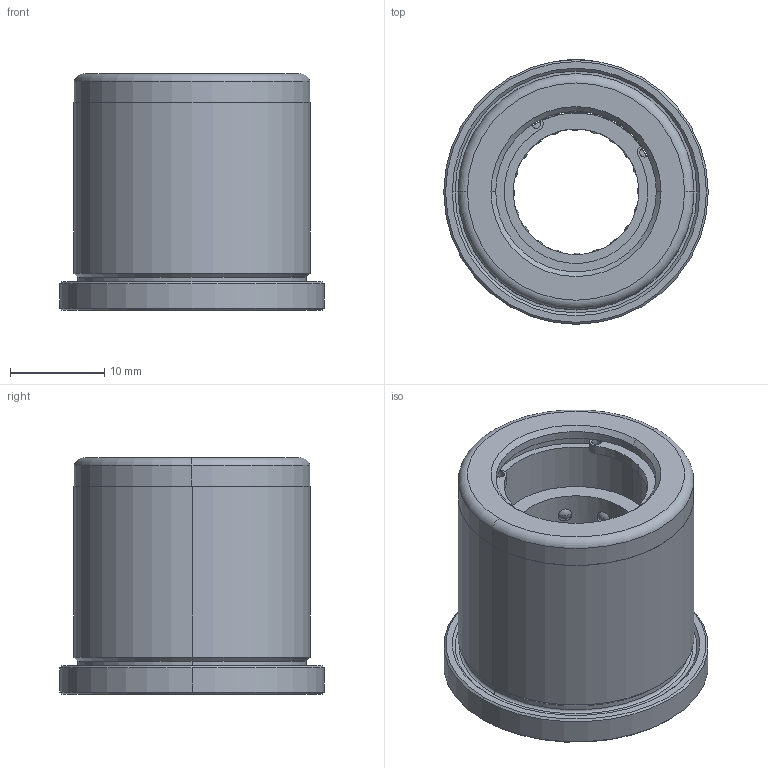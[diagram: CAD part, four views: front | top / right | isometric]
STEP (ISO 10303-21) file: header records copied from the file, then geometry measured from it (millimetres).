
FILE_DESCRIPTION (( 'STEP AP214' ), '1' );
FILE_NAME ('GBBF-D25-d13-L25.STEP', '2021-08-06T08:52:31', ( 'User' ), ( 'china' ), 'SwSTEP 2.0', 'SolidWorks 2016', '' );
FILE_SCHEMA (( 'AUTOMOTIVE_DESIGN' ));
Length unit declared in the file: millimetre
Products named in the file (6): GBBL囀縐-D18.2; BSH紩杶-d13-L15; 球-D2; GBBF-D25-L25; GBBF-D25-d13-L25
Assembly tree (65 placements, depth 3):
  GBBF-D25-d13-L25
    GBBF-D25-L25
    BSH紩杶-d13-L15
      BSH紩杶-d13-L15
      球-D2  x60
    GBBL囀縐-D18.2  x2
Bounding box: 28 x 28 x 25 mm (x, y, z)
Volume: 8022.8 mm3; surface area: 7520.2 mm2
Topology: 64 solids, 64 shells, 339 faces, 1346 edges, 892 vertices
Faces by surface type: sphere 240, cylinder 60, plane 23, cone 12, torus 4
Entity records: 10719 total; most frequent: CARTESIAN_POINT 4814, ORIENTED_EDGE 1178, DIRECTION 1067, EDGE_CURVE 589, AXIS2_PLACEMENT_3D 491, VERTEX_POINT 388, EDGE_LOOP 331, B_SPLINE_CURVE_WITH_KNOTS 284
